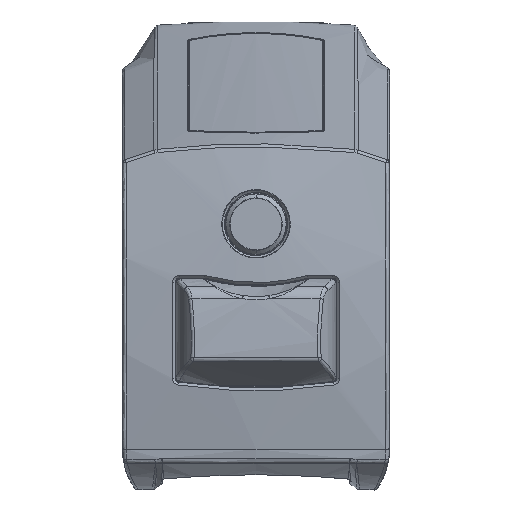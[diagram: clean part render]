
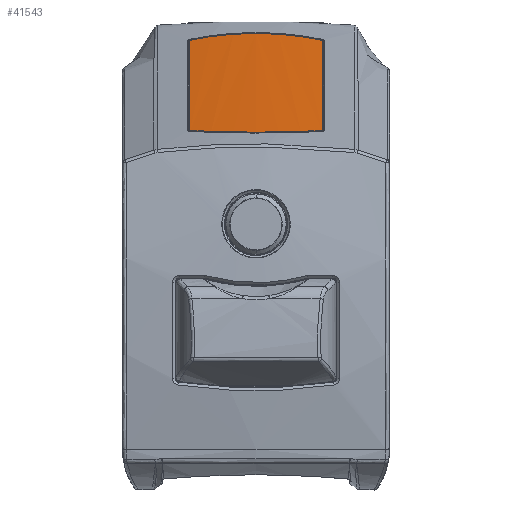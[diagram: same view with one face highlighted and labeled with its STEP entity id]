
A CAD part, top view. The second image highlights one B-rep face of the part: STEP entity #41543.
In plain terms, the highlighted free-form (B-spline) face has degree [3, 3] with [8, 4] control points.
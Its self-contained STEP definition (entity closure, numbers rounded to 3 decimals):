
#182 = CARTESIAN_POINT ( 'NONE',  ( 4.433, -46.846, -5.848 ) ) ;
#203 = CARTESIAN_POINT ( 'NONE',  ( -3.917, -44.077, -12.447 ) ) ;
#406 = CARTESIAN_POINT ( 'NONE',  ( -10.567, -47.009, -27.888 ) ) ;
#636 = CARTESIAN_POINT ( 'NONE',  ( 4.433, -47.009, -27.888 ) ) ;
#1056 = CARTESIAN_POINT ( 'NONE',  ( -8.021, -44.591, -11.584 ) ) ;
#2071 = CARTESIAN_POINT ( 'NONE',  ( -6.423, -51.472, 8.789 ) ) ;
#2533 = CARTESIAN_POINT ( 'NONE',  ( -7.234, -51.441, 8.541 ) ) ;
#2766 = CARTESIAN_POINT ( 'NONE',  ( 1.1, -51.441, 8.541 ) ) ;
#2869 = CARTESIAN_POINT ( 'NONE',  ( 1.887, -51.398, 8.212 ) ) ;
#4149 = CARTESIAN_POINT ( 'NONE',  ( -0.545, -52.46, 12.419 ) ) ;
#4384 = CARTESIAN_POINT ( 'NONE',  ( 4.433, -43.416, -16.682 ) ) ;
#5351 = ORIENTED_EDGE ( 'NONE', *, *, #44065, .T. ) ;
#6463 = EDGE_CURVE ( 'NONE', #43495, #17126, #26414, .T. ) ;
#7189 = CARTESIAN_POINT ( 'NONE',  ( -5.589, -46.179, -5.848 ) ) ;
#7873 = CARTESIAN_POINT ( 'NONE',  ( 4.433, -43.425, -15.797 ) ) ;
#8944 = EDGE_CURVE ( 'NONE', #13233, #43495, #8990, .T. ) ;
#8990 = LINE ( 'NONE', #28255, #9810 ) ;
#9810 = VECTOR ( 'NONE', #42530, 1000. ) ;
#10906 = CARTESIAN_POINT ( 'NONE',  ( -10.567, -53.126, 12.419 ) ) ;
#11608 = CARTESIAN_POINT ( 'NONE',  ( 4.433, -53.126, 12.419 ) ) ;
#11695 = CARTESIAN_POINT ( 'NONE',  ( -8.021, -51.398, 8.212 ) ) ;
#12886 = ORIENTED_EDGE ( 'NONE', *, *, #23232, .F. ) ;
#12897 = VECTOR ( 'NONE', #41843, 1000. ) ;
#13233 = VERTEX_POINT ( 'NONE', #11695 ) ;
#13248 = CARTESIAN_POINT ( 'NONE',  ( -3.497, -51.523, 9.209 ) ) ;
#14322 = CARTESIAN_POINT ( 'NONE',  ( 1.887, -51.398, 8.212 ) ) ;
#14400 = CARTESIAN_POINT ( 'NONE',  ( -0.545, -46.179, -5.848 ) ) ;
#14857 = CARTESIAN_POINT ( 'NONE',  ( -5.589, -42.749, -16.682 ) ) ;
#15276 = CARTESIAN_POINT ( 'NONE',  ( -7.241, -44.425, -11.868 ) ) ;
#16284 = CARTESIAN_POINT ( 'NONE',  ( -1.38, -51.51, 9.104 ) ) ;
#16514 = CARTESIAN_POINT ( 'NONE',  ( 0.29, -51.472, 8.789 ) ) ;
#16981 = CARTESIAN_POINT ( 'NONE',  ( -0.959, -51.503, 9.041 ) ) ;
#17126 = VERTEX_POINT ( 'NONE', #38680 ) ;
#17248 = CARTESIAN_POINT ( 'NONE',  ( -2.212, -44.077, -12.447 ) ) ;
#17918 = CARTESIAN_POINT ( 'NONE',  ( 0.285, -44.295, -12.086 ) ) ;
#18126 = CARTESIAN_POINT ( 'NONE',  ( -5.589, -52.46, 12.419 ) ) ;
#18357 = CARTESIAN_POINT ( 'NONE',  ( 4.433, -49.986, 3.286 ) ) ;
#18597 = CARTESIAN_POINT ( 'NONE',  ( -0.545, -42.749, -16.682 ) ) ;
#18805 = ORIENTED_EDGE ( 'NONE', *, *, #6463, .F. ) ;
#19795 = CARTESIAN_POINT ( 'NONE',  ( -3.917, -51.52, 9.187 ) ) ;
#20737 = B_SPLINE_CURVE_WITH_KNOTS ( 'NONE', 3,
 ( #27465, #2533, #2071, #23755, #33803, #19795, #13248, #34719, #41737, #16284, #16981, #16514, #2766, #44780 ),
 .UNSPECIFIED., .F., .F.,
 ( 4, 2, 2, 2, 2, 2, 4 ),
 ( 0., 0.25, 0.375, 0.5, 0.625, 0.75, 1. ),
 .UNSPECIFIED. ) ;
#21636 = CARTESIAN_POINT ( 'NONE',  ( -5.589, -42.759, -15.797 ) ) ;
#22111 = CARTESIAN_POINT ( 'NONE',  ( -10.567, -45.344, -22.696 ) ) ;
#22345 = CARTESIAN_POINT ( 'NONE',  ( -5.589, -46.342, -27.888 ) ) ;
#23232 = EDGE_CURVE ( 'NONE', #17126, #23814, #24550, .T. ) ;
#23755 = CARTESIAN_POINT ( 'NONE',  ( -5.175, -51.503, 9.041 ) ) ;
#23814 = VERTEX_POINT ( 'NONE', #14322 ) ;
#24550 = LINE ( 'NONE', #2869, #12897 ) ;
#24912 = CARTESIAN_POINT ( 'NONE',  ( -10.567, -46.846, -5.848 ) ) ;
#25135 = CARTESIAN_POINT ( 'NONE',  ( -0.545, -49.32, 3.286 ) ) ;
#25591 = CARTESIAN_POINT ( 'NONE',  ( -0.545, -42.759, -15.797 ) ) ;
#25828 = CARTESIAN_POINT ( 'NONE',  ( 4.433, -45.344, -22.696 ) ) ;
#26414 = B_SPLINE_CURVE_WITH_KNOTS ( 'NONE', 3,
 ( #1056, #15276, #29511, #28647, #203, #17248, #42915, #17918, #35214, #31478 ),
 .UNSPECIFIED., .F., .F.,
 ( 4, 2, 2, 2, 4 ),
 ( 0., 0.25, 0.5, 0.75, 1. ),
 .UNSPECIFIED. ) ;
#26963 = EDGE_LOOP ( 'NONE', ( #18805, #37097, #5351, #12886 ) ) ;
#27465 = CARTESIAN_POINT ( 'NONE',  ( -8.021, -51.398, 8.212 ) ) ;
#28255 = CARTESIAN_POINT ( 'NONE',  ( -8.021, -51.398, 8.212 ) ) ;
#28397 = CARTESIAN_POINT ( 'NONE',  ( -5.589, -48.007, -33.081 ) ) ;
#28623 = CARTESIAN_POINT ( 'NONE',  ( -0.545, -46.342, -27.888 ) ) ;
#28647 = CARTESIAN_POINT ( 'NONE',  ( -4.761, -44.121, -12.375 ) ) ;
#28990 = B_SPLINE_SURFACE_WITH_KNOTS ( 'NONE', 3, 3, ( 
 ( #11608, #4149, #18126, #10906 ),
 ( #18357, #25135, #42893, #43591 ),
 ( #182, #14400, #7189, #24912 ),
 ( #7873, #25591, #21636, #36341 ),
 ( #4384, #18597, #14857, #35863 ),
 ( #25828, #39847, #40089, #22111 ),
 ( #636, #28623, #22345, #406 ),
 ( #36102, #29083, #28397, #43351 ) ),
 .UNSPECIFIED., .F., .F., .F.,
 ( 4, 2, 2, 4 ),
 ( 4, 4 ),
 ( 0., 28.988, 31.577, 47.943 ),
 ( 0., 15.089 ),
 .UNSPECIFIED. ) ;
#29083 = CARTESIAN_POINT ( 'NONE',  ( -0.545, -48.007, -33.081 ) ) ;
#29511 = CARTESIAN_POINT ( 'NONE',  ( -6.431, -44.296, -12.084 ) ) ;
#30998 = FACE_OUTER_BOUND ( 'NONE', #26963, .T. ) ;
#31478 = CARTESIAN_POINT ( 'NONE',  ( 1.887, -44.591, -11.584 ) ) ;
#33803 = CARTESIAN_POINT ( 'NONE',  ( -4.757, -51.51, 9.104 ) ) ;
#34719 = CARTESIAN_POINT ( 'NONE',  ( -2.647, -51.523, 9.209 ) ) ;
#35214 = CARTESIAN_POINT ( 'NONE',  ( 1.105, -44.425, -11.869 ) ) ;
#35863 = CARTESIAN_POINT ( 'NONE',  ( -10.567, -43.416, -16.682 ) ) ;
#36102 = CARTESIAN_POINT ( 'NONE',  ( 4.433, -48.674, -33.081 ) ) ;
#36341 = CARTESIAN_POINT ( 'NONE',  ( -10.567, -43.425, -15.797 ) ) ;
#37097 = ORIENTED_EDGE ( 'NONE', *, *, #8944, .F. ) ;
#38524 = CARTESIAN_POINT ( 'NONE',  ( -8.021, -44.591, -11.584 ) ) ;
#38680 = CARTESIAN_POINT ( 'NONE',  ( 1.887, -44.591, -11.584 ) ) ;
#39847 = CARTESIAN_POINT ( 'NONE',  ( -0.545, -44.677, -22.696 ) ) ;
#40089 = CARTESIAN_POINT ( 'NONE',  ( -5.589, -44.677, -22.696 ) ) ;
#41543 = ADVANCED_FACE ( 'NONE', ( #30998 ), #28990, .T. ) ;
#41737 = CARTESIAN_POINT ( 'NONE',  ( -2.224, -51.52, 9.188 ) ) ;
#41843 = DIRECTION ( 'NONE',  ( 0., -0.325, 0.946 ) ) ;
#42530 = DIRECTION ( 'NONE',  ( 0., 0.325, -0.946 ) ) ;
#42893 = CARTESIAN_POINT ( 'NONE',  ( -5.589, -49.32, 3.286 ) ) ;
#42915 = CARTESIAN_POINT ( 'NONE',  ( -1.372, -44.122, -12.374 ) ) ;
#43351 = CARTESIAN_POINT ( 'NONE',  ( -10.567, -48.674, -33.081 ) ) ;
#43495 = VERTEX_POINT ( 'NONE', #38524 ) ;
#43591 = CARTESIAN_POINT ( 'NONE',  ( -10.567, -49.986, 3.286 ) ) ;
#44065 = EDGE_CURVE ( 'NONE', #13233, #23814, #20737, .T. ) ;
#44780 = CARTESIAN_POINT ( 'NONE',  ( 1.887, -51.398, 8.212 ) ) ;
